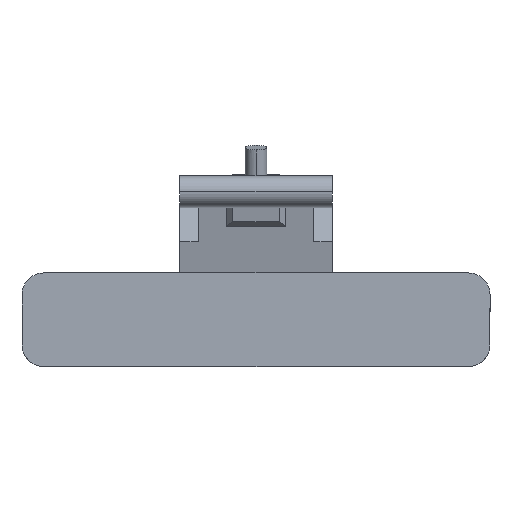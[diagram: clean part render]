
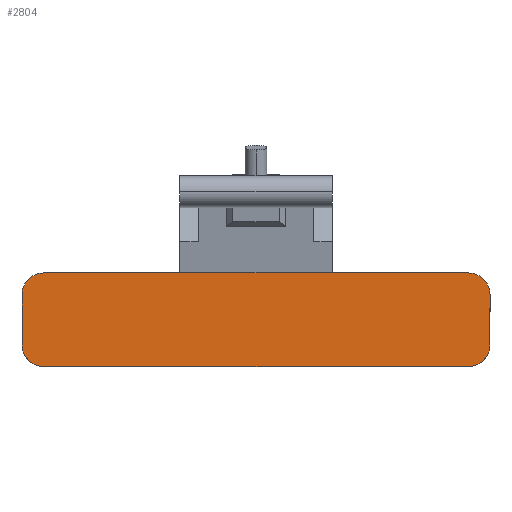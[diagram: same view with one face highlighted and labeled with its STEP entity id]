
A CAD part, front view. The second image highlights one B-rep face of the part: STEP entity #2804.
In plain terms, the highlighted planar face has unit normal (0, -1, 0).
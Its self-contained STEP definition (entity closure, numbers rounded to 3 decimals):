
#34 = CIRCLE ( 'NONE', #1897, 7. ) ;
#81 = CARTESIAN_POINT ( 'NONE',  ( 75., 0., -8. ) ) ;
#109 = DIRECTION ( 'NONE',  ( 0., 0., -1. ) ) ;
#196 = CIRCLE ( 'NONE', #2161, 7. ) ;
#351 = VECTOR ( 'NONE', #4684, 1000. ) ;
#360 = CIRCLE ( 'NONE', #860, 7. ) ;
#390 = DIRECTION ( 'NONE',  ( 0., 0., -1. ) ) ;
#435 = DIRECTION ( 'NONE',  ( 0., 1., 0. ) ) ;
#512 = EDGE_CURVE ( 'NONE', #1462, #3628, #2472, .T. ) ;
#523 = DIRECTION ( 'NONE',  ( 0., 0., -1. ) ) ;
#572 = ORIENTED_EDGE ( 'NONE', *, *, #5135, .F. ) ;
#587 = ORIENTED_EDGE ( 'NONE', *, *, #4107, .F. ) ;
#623 = CARTESIAN_POINT ( 'NONE',  ( 68., 0., 8. ) ) ;
#675 = ORIENTED_EDGE ( 'NONE', *, *, #3510, .F. ) ;
#693 = LINE ( 'NONE', #1544, #1266 ) ;
#750 = EDGE_CURVE ( 'NONE', #3628, #2611, #34, .T. ) ;
#860 = AXIS2_PLACEMENT_3D ( 'NONE', #2800, #3989, #958 ) ;
#958 = DIRECTION ( 'NONE',  ( 0., 0., -1. ) ) ;
#1034 = EDGE_CURVE ( 'NONE', #2611, #1140, #4678, .T. ) ;
#1140 = VERTEX_POINT ( 'NONE', #2813 ) ;
#1142 = AXIS2_PLACEMENT_3D ( 'NONE', #5009, #1199, #4585 ) ;
#1146 = CARTESIAN_POINT ( 'NONE',  ( -75., 0., 8. ) ) ;
#1199 = DIRECTION ( 'NONE',  ( 0., -1., 0. ) ) ;
#1256 = EDGE_CURVE ( 'NONE', #1140, #4615, #4554, .T. ) ;
#1266 = VECTOR ( 'NONE', #3236, 1000. ) ;
#1314 = ORIENTED_EDGE ( 'NONE', *, *, #2896, .F. ) ;
#1420 = AXIS2_PLACEMENT_3D ( 'NONE', #623, #435, #109 ) ;
#1458 = VERTEX_POINT ( 'NONE', #81 ) ;
#1462 = VERTEX_POINT ( 'NONE', #2273 ) ;
#1544 = CARTESIAN_POINT ( 'NONE',  ( -68., 0., -15. ) ) ;
#1799 = VECTOR ( 'NONE', #2969, 1000. ) ;
#1897 = AXIS2_PLACEMENT_3D ( 'NONE', #4651, #2778, #3124 ) ;
#1956 = VECTOR ( 'NONE', #523, 1000. ) ;
#2161 = AXIS2_PLACEMENT_3D ( 'NONE', #5235, #3441, #390 ) ;
#2165 = ORIENTED_EDGE ( 'NONE', *, *, #1034, .F. ) ;
#2273 = CARTESIAN_POINT ( 'NONE',  ( -75., 0., -8. ) ) ;
#2294 = CARTESIAN_POINT ( 'NONE',  ( -75., 0., 8. ) ) ;
#2472 = LINE ( 'NONE', #2294, #351 ) ;
#2476 = CARTESIAN_POINT ( 'NONE',  ( 75., 0., -8. ) ) ;
#2611 = VERTEX_POINT ( 'NONE', #4821 ) ;
#2778 = DIRECTION ( 'NONE',  ( 0., 1., 0. ) ) ;
#2800 = CARTESIAN_POINT ( 'NONE',  ( 68., 0., -8. ) ) ;
#2804 = ADVANCED_FACE ( 'NONE', ( #4674 ), #4496, .T. ) ;
#2813 = CARTESIAN_POINT ( 'NONE',  ( 68., 0., 15. ) ) ;
#2896 = EDGE_CURVE ( 'NONE', #3998, #3969, #693, .T. ) ;
#2931 = CARTESIAN_POINT ( 'NONE',  ( -68., 0., -15. ) ) ;
#2969 = DIRECTION ( 'NONE',  ( 1., 0., 0. ) ) ;
#3124 = DIRECTION ( 'NONE',  ( 0., 0., -1. ) ) ;
#3236 = DIRECTION ( 'NONE',  ( -1., 0., 0. ) ) ;
#3441 = DIRECTION ( 'NONE',  ( 0., 1., 0. ) ) ;
#3510 = EDGE_CURVE ( 'NONE', #4615, #1458, #5199, .T. ) ;
#3511 = CARTESIAN_POINT ( 'NONE',  ( 68., 0., -15. ) ) ;
#3628 = VERTEX_POINT ( 'NONE', #1146 ) ;
#3932 = EDGE_LOOP ( 'NONE', ( #4724, #3982, #587, #1314, #572, #675, #4833, #2165 ) ) ;
#3969 = VERTEX_POINT ( 'NONE', #2931 ) ;
#3982 = ORIENTED_EDGE ( 'NONE', *, *, #512, .F. ) ;
#3989 = DIRECTION ( 'NONE',  ( 0., 1., 0. ) ) ;
#3998 = VERTEX_POINT ( 'NONE', #3511 ) ;
#4107 = EDGE_CURVE ( 'NONE', #3969, #1462, #196, .T. ) ;
#4379 = CARTESIAN_POINT ( 'NONE',  ( 75., 0., 8. ) ) ;
#4496 = PLANE ( 'NONE',  #1142 ) ;
#4554 = CIRCLE ( 'NONE', #1420, 7. ) ;
#4585 = DIRECTION ( 'NONE',  ( 0., 0., -1. ) ) ;
#4615 = VERTEX_POINT ( 'NONE', #4379 ) ;
#4651 = CARTESIAN_POINT ( 'NONE',  ( -68., 0., 8. ) ) ;
#4674 = FACE_OUTER_BOUND ( 'NONE', #3932, .T. ) ;
#4678 = LINE ( 'NONE', #4932, #1799 ) ;
#4684 = DIRECTION ( 'NONE',  ( 0., 0., 1. ) ) ;
#4724 = ORIENTED_EDGE ( 'NONE', *, *, #750, .F. ) ;
#4821 = CARTESIAN_POINT ( 'NONE',  ( -68., 0., 15. ) ) ;
#4833 = ORIENTED_EDGE ( 'NONE', *, *, #1256, .F. ) ;
#4932 = CARTESIAN_POINT ( 'NONE',  ( 68., 0., 15. ) ) ;
#5009 = CARTESIAN_POINT ( 'NONE',  ( -68., 0., 8. ) ) ;
#5135 = EDGE_CURVE ( 'NONE', #1458, #3998, #360, .T. ) ;
#5199 = LINE ( 'NONE', #2476, #1956 ) ;
#5235 = CARTESIAN_POINT ( 'NONE',  ( -68., 0., -8. ) ) ;
